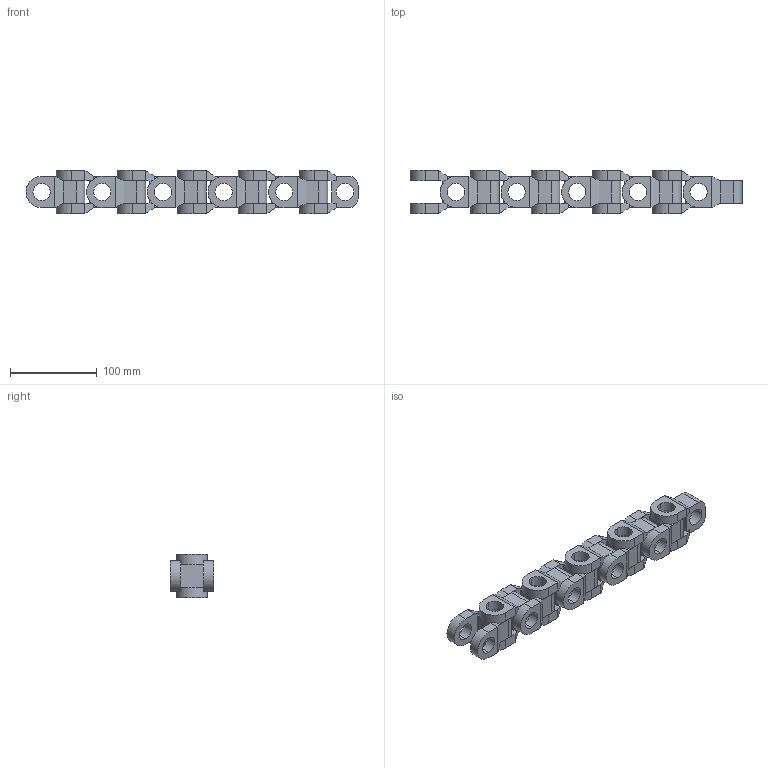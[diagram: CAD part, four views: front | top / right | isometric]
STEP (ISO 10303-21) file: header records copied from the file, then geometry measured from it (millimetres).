
FILE_DESCRIPTION (( 'STEP AP214' ), '1' );
FILE_NAME ('Assem1.STEP', '2022-10-24T03:45:26', ( '' ), ( '' ), 'SwSTEP 2.0', 'SolidWorks 2020', '' );
FILE_SCHEMA (( 'AUTOMOTIVE_DESIGN' ));
Length unit declared in the file: millimetre
Products named in the file (2): Assem1; Joint 1
Assembly tree (10 placements, depth 2):
  Assem1
    Joint 1  x10
Bounding box: 383 x 50 x 50 mm (x, y, z)
Volume: 405172.9 mm3; surface area: 136894.7 mm2
Topology: 10 solids, 10 shells, 300 faces, 760 edges, 480 vertices
Faces by surface type: plane 200, cylinder 100
Entity records: 1046 total; most frequent: DIRECTION 182, CARTESIAN_POINT 167, ORIENTED_EDGE 152, EDGE_CURVE 76, AXIS2_PLACEMENT_3D 63, VECTOR 56, LINE 56, VERTEX_POINT 48
